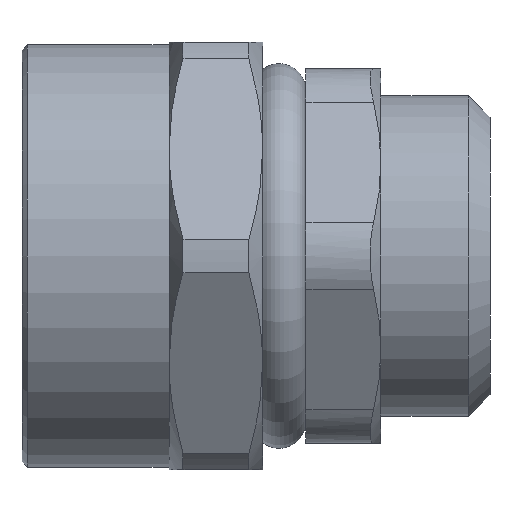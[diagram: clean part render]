
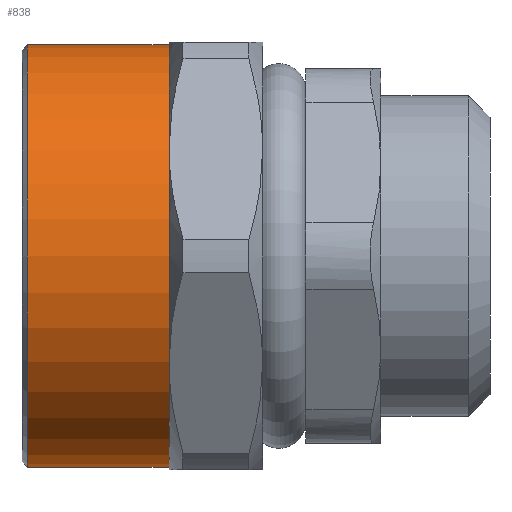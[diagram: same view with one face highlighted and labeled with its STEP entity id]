
A CAD part, left-side view. The second image highlights one B-rep face of the part: STEP entity #838.
In plain terms, the highlighted cylindrical face has radius 7.9 mm (diameter 15.8 mm), a full revolution.
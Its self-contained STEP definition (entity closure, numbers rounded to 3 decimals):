
#77=LINE('',#1271,#111);
#111=VECTOR('',#1037,7.9);
#145=CYLINDRICAL_SURFACE('',#921,7.9);
#164=FACE_OUTER_BOUND('',#218,.T.);
#218=EDGE_LOOP('',(#526,#527,#528,#529,#530));
#280=CIRCLE('',#922,7.9);
#281=CIRCLE('',#923,7.9);
#282=CIRCLE('',#924,7.9);
#327=VERTEX_POINT('',#1266);
#328=VERTEX_POINT('',#1267);
#329=VERTEX_POINT('',#1270);
#403=EDGE_CURVE('',#327,#328,#280,.T.);
#404=EDGE_CURVE('',#328,#327,#281,.T.);
#405=EDGE_CURVE('',#328,#329,#77,.T.);
#406=EDGE_CURVE('',#329,#329,#282,.T.);
#526=ORIENTED_EDGE('',*,*,#403,.F.);
#527=ORIENTED_EDGE('',*,*,#404,.F.);
#528=ORIENTED_EDGE('',*,*,#405,.T.);
#529=ORIENTED_EDGE('',*,*,#406,.F.);
#530=ORIENTED_EDGE('',*,*,#405,.F.);
#838=ADVANCED_FACE('',(#164),#145,.T.);
#921=AXIS2_PLACEMENT_3D('',#1265,#1031,#1032);
#922=AXIS2_PLACEMENT_3D('',#1268,#1033,#1034);
#923=AXIS2_PLACEMENT_3D('',#1269,#1035,#1036);
#924=AXIS2_PLACEMENT_3D('',#1272,#1038,#1039);
#1031=DIRECTION('center_axis',(0.,1.,0.));
#1032=DIRECTION('ref_axis',(-1.,0.,0.));
#1033=DIRECTION('center_axis',(0.,1.,0.));
#1034=DIRECTION('ref_axis',(1.,0.,0.));
#1035=DIRECTION('center_axis',(0.,1.,0.));
#1036=DIRECTION('ref_axis',(1.,0.,0.));
#1037=DIRECTION('',(0.,-1.,0.));
#1038=DIRECTION('center_axis',(0.,-1.,0.));
#1039=DIRECTION('ref_axis',(-1.,0.,0.));
#1265=CARTESIAN_POINT('Origin',(-8.874,10.538,0.));
#1266=CARTESIAN_POINT('',(-16.774,13.088,0.));
#1267=CARTESIAN_POINT('',(-0.974,13.088,0.));
#1268=CARTESIAN_POINT('Origin',(-8.874,13.088,0.));
#1269=CARTESIAN_POINT('Origin',(-8.874,13.088,0.));
#1270=CARTESIAN_POINT('',(-0.974,7.788,0.));
#1271=CARTESIAN_POINT('',(-0.974,10.538,0.));
#1272=CARTESIAN_POINT('Origin',(-8.874,7.788,0.));
